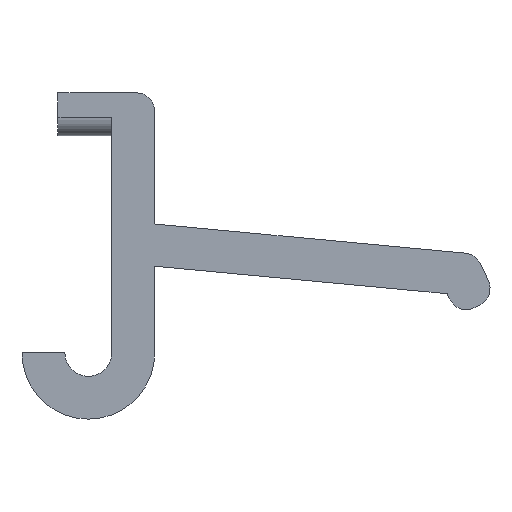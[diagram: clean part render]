
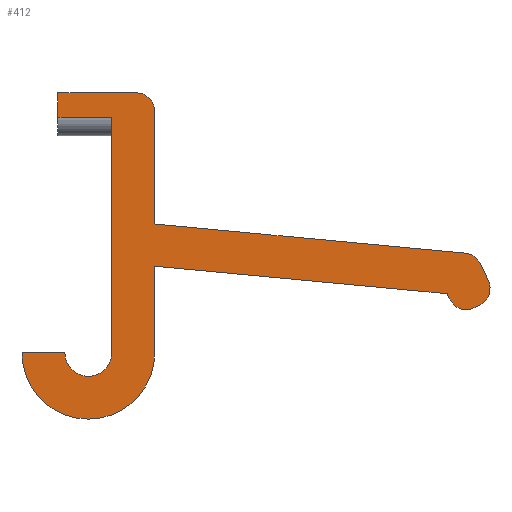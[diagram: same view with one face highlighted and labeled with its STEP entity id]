
A CAD part, front view. The second image highlights one B-rep face of the part: STEP entity #412.
In plain terms, the highlighted planar face has unit normal (0, -1, 0).
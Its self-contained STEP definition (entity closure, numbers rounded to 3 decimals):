
#19=PLANE('',#459);
#36=FACE_OUTER_BOUND('',#58,.T.);
#58=EDGE_LOOP('',(#321,#322,#323,#324,#325,#326,#327,#328,#329,#330,#331,
#332,#333,#334,#335,#336,#337,#338));
#74=LINE('',#610,#118);
#78=LINE('',#619,#122);
#94=LINE('',#669,#138);
#96=LINE('',#673,#140);
#97=LINE('',#677,#141);
#98=LINE('',#681,#142);
#99=LINE('',#683,#143);
#100=LINE('',#685,#144);
#101=LINE('',#689,#145);
#102=LINE('',#693,#146);
#103=LINE('',#696,#147);
#104=LINE('',#697,#148);
#118=VECTOR('',#488,10.);
#122=VECTOR('',#496,10.);
#138=VECTOR('',#538,10.);
#140=VECTOR('',#542,10.);
#141=VECTOR('',#545,10.);
#142=VECTOR('',#548,10.);
#143=VECTOR('',#549,10.);
#144=VECTOR('',#550,10.);
#145=VECTOR('',#553,10.);
#146=VECTOR('',#556,10.);
#147=VECTOR('',#559,10.);
#148=VECTOR('',#560,10.);
#171=CIRCLE('',#457,2.);
#172=CIRCLE('',#460,2.55);
#173=CIRCLE('',#461,7.2);
#174=CIRCLE('',#462,2.);
#175=CIRCLE('',#463,2.);
#176=CIRCLE('',#464,2.);
#177=VERTEX_POINT('',#603);
#180=VERTEX_POINT('',#608);
#183=VERTEX_POINT('',#618);
#202=VERTEX_POINT('',#662);
#203=VERTEX_POINT('',#664);
#204=VERTEX_POINT('',#668);
#205=VERTEX_POINT('',#672);
#206=VERTEX_POINT('',#674);
#207=VERTEX_POINT('',#676);
#208=VERTEX_POINT('',#678);
#209=VERTEX_POINT('',#680);
#210=VERTEX_POINT('',#682);
#211=VERTEX_POINT('',#684);
#212=VERTEX_POINT('',#686);
#213=VERTEX_POINT('',#688);
#214=VERTEX_POINT('',#690);
#215=VERTEX_POINT('',#692);
#216=VERTEX_POINT('',#694);
#220=EDGE_CURVE('',#180,#177,#74,.T.);
#224=EDGE_CURVE('',#183,#177,#78,.T.);
#247=EDGE_CURVE('',#202,#203,#171,.T.);
#249=EDGE_CURVE('',#204,#203,#94,.T.);
#251=EDGE_CURVE('',#205,#180,#96,.T.);
#252=EDGE_CURVE('',#205,#206,#172,.T.);
#253=EDGE_CURVE('',#206,#207,#97,.T.);
#254=EDGE_CURVE('',#208,#207,#173,.T.);
#255=EDGE_CURVE('',#209,#208,#98,.T.);
#256=EDGE_CURVE('',#210,#209,#99,.T.);
#257=EDGE_CURVE('',#210,#211,#100,.T.);
#258=EDGE_CURVE('',#212,#211,#174,.T.);
#259=EDGE_CURVE('',#212,#213,#101,.T.);
#260=EDGE_CURVE('',#214,#213,#175,.T.);
#261=EDGE_CURVE('',#214,#215,#102,.T.);
#262=EDGE_CURVE('',#216,#215,#176,.T.);
#263=EDGE_CURVE('',#204,#216,#103,.T.);
#264=EDGE_CURVE('',#202,#183,#104,.T.);
#321=ORIENTED_EDGE('',*,*,#251,.F.);
#322=ORIENTED_EDGE('',*,*,#252,.T.);
#323=ORIENTED_EDGE('',*,*,#253,.T.);
#324=ORIENTED_EDGE('',*,*,#254,.F.);
#325=ORIENTED_EDGE('',*,*,#255,.F.);
#326=ORIENTED_EDGE('',*,*,#256,.F.);
#327=ORIENTED_EDGE('',*,*,#257,.T.);
#328=ORIENTED_EDGE('',*,*,#258,.F.);
#329=ORIENTED_EDGE('',*,*,#259,.T.);
#330=ORIENTED_EDGE('',*,*,#260,.F.);
#331=ORIENTED_EDGE('',*,*,#261,.T.);
#332=ORIENTED_EDGE('',*,*,#262,.F.);
#333=ORIENTED_EDGE('',*,*,#263,.F.);
#334=ORIENTED_EDGE('',*,*,#249,.T.);
#335=ORIENTED_EDGE('',*,*,#247,.F.);
#336=ORIENTED_EDGE('',*,*,#264,.T.);
#337=ORIENTED_EDGE('',*,*,#224,.T.);
#338=ORIENTED_EDGE('',*,*,#220,.F.);
#412=ADVANCED_FACE('',(#36),#19,.F.);
#457=AXIS2_PLACEMENT_3D('',#665,#533,#534);
#459=AXIS2_PLACEMENT_3D('',#671,#540,#541);
#460=AXIS2_PLACEMENT_3D('',#675,#543,#544);
#461=AXIS2_PLACEMENT_3D('',#679,#546,#547);
#462=AXIS2_PLACEMENT_3D('',#687,#551,#552);
#463=AXIS2_PLACEMENT_3D('',#691,#554,#555);
#464=AXIS2_PLACEMENT_3D('',#695,#557,#558);
#488=DIRECTION('',(-1.,0.,0.));
#496=DIRECTION('',(0.,0.,-1.));
#533=DIRECTION('center_axis',(0.,1.,0.));
#534=DIRECTION('ref_axis',(0.707,0.,0.707));
#538=DIRECTION('',(0.,0.,1.));
#540=DIRECTION('center_axis',(0.,1.,0.));
#541=DIRECTION('ref_axis',(1.,0.,0.));
#542=DIRECTION('',(0.,0.,1.));
#543=DIRECTION('center_axis',(0.,1.,0.));
#544=DIRECTION('ref_axis',(1.,0.,0.));
#545=DIRECTION('',(-1.,0.,0.));
#546=DIRECTION('center_axis',(0.,1.,0.));
#547=DIRECTION('ref_axis',(1.,0.,0.));
#548=DIRECTION('',(0.,0.,-1.));
#549=DIRECTION('',(-0.996,0.,0.094));
#550=DIRECTION('',(0.421,0.,-0.907));
#551=DIRECTION('center_axis',(0.,1.,0.));
#552=DIRECTION('ref_axis',(-0.344,0.,-0.939));
#553=DIRECTION('',(0.907,0.,0.421));
#554=DIRECTION('center_axis',(0.,1.,0.));
#555=DIRECTION('ref_axis',(0.939,0.,-0.344));
#556=DIRECTION('',(-0.421,0.,0.907));
#557=DIRECTION('center_axis',(0.,1.,0.));
#558=DIRECTION('ref_axis',(0.577,0.,0.817));
#559=DIRECTION('',(0.996,0.,-0.094));
#560=DIRECTION('',(-1.,0.,0.));
#603=CARTESIAN_POINT('',(-3.3,0.,25.55));
#608=CARTESIAN_POINT('',(2.55,0.,25.55));
#610=CARTESIAN_POINT('',(10.533,0.,25.55));
#618=CARTESIAN_POINT('',(-3.3,0.,28.2));
#619=CARTESIAN_POINT('',(-3.3,0.,28.2));
#662=CARTESIAN_POINT('',(5.2,0.,28.2));
#664=CARTESIAN_POINT('',(7.2,0.,26.2));
#665=CARTESIAN_POINT('Origin',(5.2,0.,26.2));
#668=CARTESIAN_POINT('',(7.2,0.,13.974));
#669=CARTESIAN_POINT('',(7.2,0.,23.55));
#671=CARTESIAN_POINT('Origin',(18.517,0.,10.5));
#672=CARTESIAN_POINT('',(2.55,0.,0.));
#673=CARTESIAN_POINT('',(2.55,0.,0.));
#674=CARTESIAN_POINT('',(-2.55,0.,0.));
#675=CARTESIAN_POINT('Origin',(0.,0.,0.));
#676=CARTESIAN_POINT('',(-7.2,0.,0.));
#677=CARTESIAN_POINT('',(2.55,0.,0.));
#678=CARTESIAN_POINT('',(7.2,0.,0.));
#679=CARTESIAN_POINT('Origin',(0.,0.,0.));
#680=CARTESIAN_POINT('',(7.2,0.,9.394));
#681=CARTESIAN_POINT('',(7.2,0.,28.2));
#682=CARTESIAN_POINT('',(38.908,0.,6.413));
#683=CARTESIAN_POINT('',(41.619,0.,6.158));
#684=CARTESIAN_POINT('',(39.174,0.,5.838));
#685=CARTESIAN_POINT('',(37.828,0.,8.741));
#686=CARTESIAN_POINT('',(41.83,0.,4.865));
#687=CARTESIAN_POINT('Origin',(40.988,0.,6.68));
#688=CARTESIAN_POINT('',(42.419,0.,5.139));
#689=CARTESIAN_POINT('',(40.015,0.,4.024));
#690=CARTESIAN_POINT('',(43.392,0.,7.795));
#691=CARTESIAN_POINT('Origin',(41.578,0.,6.953));
#692=CARTESIAN_POINT('',(42.53,0.,9.655));
#693=CARTESIAN_POINT('',(44.234,0.,5.98));
#694=CARTESIAN_POINT('',(40.902,0.,10.805));
#695=CARTESIAN_POINT('Origin',(40.715,0.,8.814));
#696=CARTESIAN_POINT('',(7.2,0.,13.974));
#697=CARTESIAN_POINT('',(7.2,0.,28.2));
